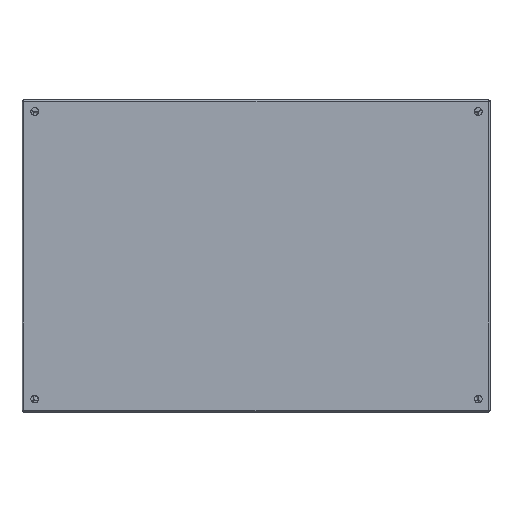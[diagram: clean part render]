
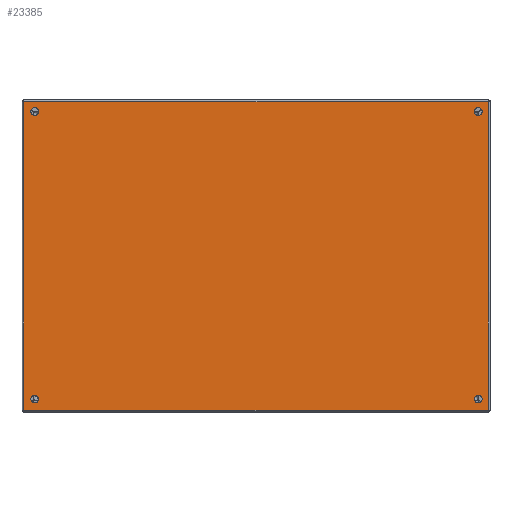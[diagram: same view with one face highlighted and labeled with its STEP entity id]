
A CAD part, top view. The second image highlights one B-rep face of the part: STEP entity #23385.
In plain terms, the highlighted face is planar.
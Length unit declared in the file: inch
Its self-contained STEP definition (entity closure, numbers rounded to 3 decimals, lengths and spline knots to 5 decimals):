
#15 = CIRCLE ( 'NONE', #25292, 0.25 ) ;
#51 = CIRCLE ( 'NONE', #35479, 0.25 ) ;
#380 = DIRECTION ( 'NONE',  ( 0., 0., 1. ) ) ;
#1861 = FACE_BOUND ( 'NONE', #30877, .T. ) ;
#2712 = CARTESIAN_POINT ( 'NONE',  ( 0., 0.072, 9.928 ) ) ;
#2852 = DIRECTION ( 'NONE',  ( 0., 1., 0. ) ) ;
#2998 = LINE ( 'NONE', #16790, #43095 ) ;
#3562 = AXIS2_PLACEMENT_3D ( 'NONE', #36825, #29530, #2852 ) ;
#3717 = AXIS2_PLACEMENT_3D ( 'NONE', #2712, #18009, #24979 ) ;
#4381 = ORIENTED_EDGE ( 'NONE', *, *, #43698, .T. ) ;
#4696 = ORIENTED_EDGE ( 'NONE', *, *, #38516, .F. ) ;
#4901 = CARTESIAN_POINT ( 'NONE',  ( 0., 0.5, 9.25 ) ) ;
#5480 = FACE_OUTER_BOUND ( 'NONE', #38638, .T. ) ;
#6226 = DIRECTION ( 'NONE',  ( 0., 1., 0. ) ) ;
#6533 = CARTESIAN_POINT ( 'NONE',  ( 0., 0.5, -9.178 ) ) ;
#7556 = ORIENTED_EDGE ( 'NONE', *, *, #40040, .T. ) ;
#7658 = VERTEX_POINT ( 'NONE', #26953 ) ;
#7938 = VERTEX_POINT ( 'NONE', #10370 ) ;
#8198 = VERTEX_POINT ( 'NONE', #35186 ) ;
#8630 = CARTESIAN_POINT ( 'NONE',  ( 0., 29.17789, 9.25 ) ) ;
#8825 = CIRCLE ( 'NONE', #28995, 0.25 ) ;
#9297 = EDGE_CURVE ( 'NONE', #37502, #7658, #32111, .T. ) ;
#9662 = CIRCLE ( 'NONE', #38622, 0.25 ) ;
#10370 = CARTESIAN_POINT ( 'NONE',  ( 0., 29.892, 9.892 ) ) ;
#10574 = AXIS2_PLACEMENT_3D ( 'NONE', #36822, #12391, #26116 ) ;
#11332 = CIRCLE ( 'NONE', #10574, 0.25 ) ;
#12391 = DIRECTION ( 'NONE',  ( 1., 0., 0. ) ) ;
#12988 = EDGE_CURVE ( 'NONE', #24395, #22020, #8825, .T. ) ;
#13207 = VERTEX_POINT ( 'NONE', #22888 ) ;
#13867 = DIRECTION ( 'NONE',  ( 0., 1., 0. ) ) ;
#14335 = EDGE_CURVE ( 'NONE', #7938, #29392, #39677, .T. ) ;
#14470 = EDGE_LOOP ( 'NONE', ( #7556, #26798 ) ) ;
#14573 = ORIENTED_EDGE ( 'NONE', *, *, #26648, .T. ) ;
#15020 = ORIENTED_EDGE ( 'NONE', *, *, #12988, .T. ) ;
#15439 = EDGE_CURVE ( 'NONE', #21555, #44724, #15, .T. ) ;
#15651 = FACE_BOUND ( 'NONE', #23751, .T. ) ;
#15895 = ORIENTED_EDGE ( 'NONE', *, *, #43147, .T. ) ;
#16179 = CARTESIAN_POINT ( 'NONE',  ( 0., 29.42789, 9.25 ) ) ;
#16366 = DIRECTION ( 'NONE',  ( 0., 1., 0. ) ) ;
#16790 = CARTESIAN_POINT ( 'NONE',  ( 0., 0.072, -9.892 ) ) ;
#17117 = CARTESIAN_POINT ( 'NONE',  ( 0., 29.892, 9.928 ) ) ;
#17543 = CARTESIAN_POINT ( 'NONE',  ( 0., 0.75, -9.178 ) ) ;
#18009 = DIRECTION ( 'NONE',  ( 1., 0., 0. ) ) ;
#19330 = AXIS2_PLACEMENT_3D ( 'NONE', #36805, #30148, #6226 ) ;
#19751 = CARTESIAN_POINT ( 'NONE',  ( 0., 29.17789, 9.25 ) ) ;
#20638 = CIRCLE ( 'NONE', #19330, 0.25 ) ;
#20804 = DIRECTION ( 'NONE',  ( 1., 0., 0. ) ) ;
#21045 = CARTESIAN_POINT ( 'NONE',  ( 0., 1., -9.178 ) ) ;
#21249 = VECTOR ( 'NONE', #380, 39.37008 ) ;
#21555 = VERTEX_POINT ( 'NONE', #6533 ) ;
#21739 = CARTESIAN_POINT ( 'NONE',  ( 0., 28.92789, -9.178 ) ) ;
#22020 = VERTEX_POINT ( 'NONE', #4901 ) ;
#22362 = DIRECTION ( 'NONE',  ( 0., 1., 0. ) ) ;
#22375 = VECTOR ( 'NONE', #23653, 39.37008 ) ;
#22582 = VERTEX_POINT ( 'NONE', #34526 ) ;
#22888 = CARTESIAN_POINT ( 'NONE',  ( 0., 29.892, -9.892 ) ) ;
#23385 = ADVANCED_FACE ( 'NONE', ( #1861, #5480, #29383, #26195, #15651 ), #43322, .F. ) ;
#23653 = DIRECTION ( 'NONE',  ( 0., -1., 0. ) ) ;
#23751 = EDGE_LOOP ( 'NONE', ( #14573, #37521 ) ) ;
#24395 = VERTEX_POINT ( 'NONE', #26791 ) ;
#24979 = DIRECTION ( 'NONE',  ( 0., -1., 0. ) ) ;
#25292 = AXIS2_PLACEMENT_3D ( 'NONE', #17543, #39099, #27681 ) ;
#25987 = LINE ( 'NONE', #32827, #34427 ) ;
#26030 = VERTEX_POINT ( 'NONE', #21739 ) ;
#26116 = DIRECTION ( 'NONE',  ( 0., 1., 0. ) ) ;
#26195 = FACE_BOUND ( 'NONE', #14470, .T. ) ;
#26311 = AXIS2_PLACEMENT_3D ( 'NONE', #19751, #40638, #16366 ) ;
#26648 = EDGE_CURVE ( 'NONE', #8198, #26030, #40468, .T. ) ;
#26791 = CARTESIAN_POINT ( 'NONE',  ( 0., 1., 9.25 ) ) ;
#26798 = ORIENTED_EDGE ( 'NONE', *, *, #15439, .T. ) ;
#26953 = CARTESIAN_POINT ( 'NONE',  ( 0., 28.92789, 9.25 ) ) ;
#27681 = DIRECTION ( 'NONE',  ( 0., 1., 0. ) ) ;
#28132 = ORIENTED_EDGE ( 'NONE', *, *, #9297, .T. ) ;
#28294 = ORIENTED_EDGE ( 'NONE', *, *, #38141, .F. ) ;
#28995 = AXIS2_PLACEMENT_3D ( 'NONE', #34970, #41816, #44376 ) ;
#29378 = DIRECTION ( 'NONE',  ( 1., 0., 0. ) ) ;
#29383 = FACE_BOUND ( 'NONE', #32913, .T. ) ;
#29392 = VERTEX_POINT ( 'NONE', #36150 ) ;
#29530 = DIRECTION ( 'NONE',  ( 1., 0., 0. ) ) ;
#29990 = ORIENTED_EDGE ( 'NONE', *, *, #14335, .F. ) ;
#30148 = DIRECTION ( 'NONE',  ( 1., 0., 0. ) ) ;
#30877 = EDGE_LOOP ( 'NONE', ( #15020, #4381 ) ) ;
#32111 = CIRCLE ( 'NONE', #26311, 0.25 ) ;
#32827 = CARTESIAN_POINT ( 'NONE',  ( 0., 0.108, 9.928 ) ) ;
#32913 = EDGE_LOOP ( 'NONE', ( #28132, #15895 ) ) ;
#34427 = VECTOR ( 'NONE', #36907, 39.37008 ) ;
#34526 = CARTESIAN_POINT ( 'NONE',  ( 0., 0.108, -9.892 ) ) ;
#34881 = DIRECTION ( 'NONE',  ( 0., 1., 0. ) ) ;
#34970 = CARTESIAN_POINT ( 'NONE',  ( 0., 0.75, 9.25 ) ) ;
#35186 = CARTESIAN_POINT ( 'NONE',  ( 0., 29.42789, -9.178 ) ) ;
#35479 = AXIS2_PLACEMENT_3D ( 'NONE', #8630, #29378, #22362 ) ;
#36052 = EDGE_CURVE ( 'NONE', #26030, #8198, #11332, .T. ) ;
#36150 = CARTESIAN_POINT ( 'NONE',  ( 0., 0.108, 9.892 ) ) ;
#36805 = CARTESIAN_POINT ( 'NONE',  ( 0., 0.75, -9.178 ) ) ;
#36822 = CARTESIAN_POINT ( 'NONE',  ( 0., 29.17789, -9.178 ) ) ;
#36825 = CARTESIAN_POINT ( 'NONE',  ( 0., 29.17789, -9.178 ) ) ;
#36907 = DIRECTION ( 'NONE',  ( 0., 0., -1. ) ) ;
#37350 = CARTESIAN_POINT ( 'NONE',  ( 0., 0.072, 9.892 ) ) ;
#37502 = VERTEX_POINT ( 'NONE', #16179 ) ;
#37521 = ORIENTED_EDGE ( 'NONE', *, *, #36052, .T. ) ;
#38141 = EDGE_CURVE ( 'NONE', #13207, #7938, #38418, .T. ) ;
#38418 = LINE ( 'NONE', #17117, #21249 ) ;
#38516 = EDGE_CURVE ( 'NONE', #22582, #13207, #2998, .T. ) ;
#38622 = AXIS2_PLACEMENT_3D ( 'NONE', #41287, #20804, #34881 ) ;
#38638 = EDGE_LOOP ( 'NONE', ( #42321, #29990, #28294, #4696 ) ) ;
#39099 = DIRECTION ( 'NONE',  ( 1., 0., 0. ) ) ;
#39677 = LINE ( 'NONE', #37350, #22375 ) ;
#40040 = EDGE_CURVE ( 'NONE', #44724, #21555, #20638, .T. ) ;
#40284 = EDGE_CURVE ( 'NONE', #29392, #22582, #25987, .T. ) ;
#40468 = CIRCLE ( 'NONE', #3562, 0.25 ) ;
#40638 = DIRECTION ( 'NONE',  ( 1., 0., 0. ) ) ;
#41287 = CARTESIAN_POINT ( 'NONE',  ( 0., 0.75, 9.25 ) ) ;
#41816 = DIRECTION ( 'NONE',  ( 1., 0., 0. ) ) ;
#42321 = ORIENTED_EDGE ( 'NONE', *, *, #40284, .F. ) ;
#43095 = VECTOR ( 'NONE', #13867, 39.37008 ) ;
#43147 = EDGE_CURVE ( 'NONE', #7658, #37502, #51, .T. ) ;
#43322 = PLANE ( 'NONE',  #3717 ) ;
#43698 = EDGE_CURVE ( 'NONE', #22020, #24395, #9662, .T. ) ;
#44376 = DIRECTION ( 'NONE',  ( 0., 1., 0. ) ) ;
#44724 = VERTEX_POINT ( 'NONE', #21045 ) ;
